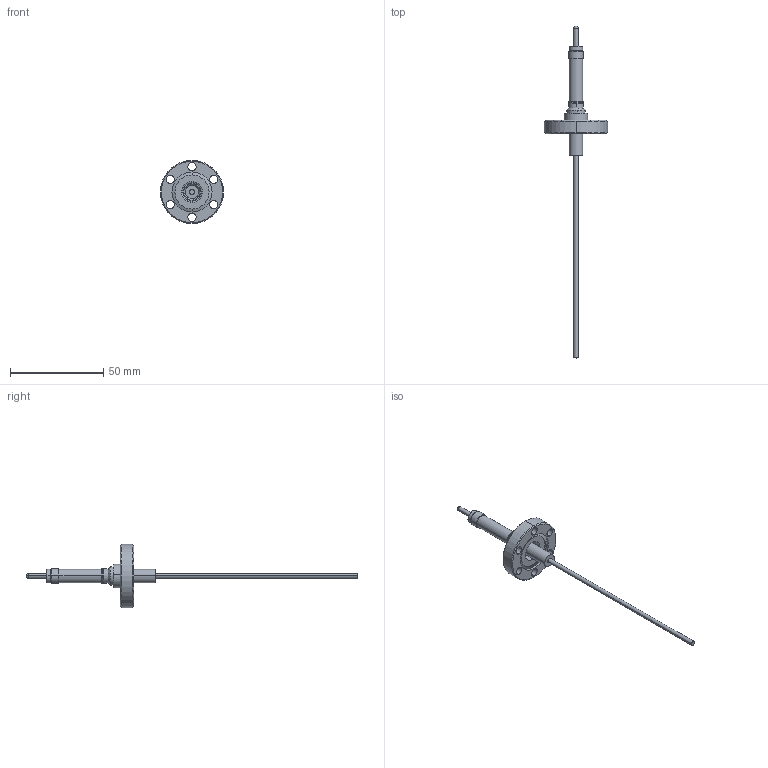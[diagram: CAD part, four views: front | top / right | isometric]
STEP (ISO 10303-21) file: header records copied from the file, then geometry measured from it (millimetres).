
FILE_DESCRIPTION (( 'STEP AP203' ), '1' );
FILE_NAME ('A5979-1-CF.STEP', '2013-06-18T11:09:59', ( '' ), ( '' ), 'SwSTEP 2.0', 'SolidWorks 2012', '' );
FILE_SCHEMA (( 'CONFIG_CONTROL_DESIGN' ));
Length unit declared in the file: inch
Products named in the file (1): A5979-1-CF
Bounding box: 33.78 x 177.8 x 33.78 mm (x, y, z)
Volume: 7834.3 mm3; surface area: 6973.2 mm2
Topology: 1 solids, 1 shells, 90 faces, 198 edges, 122 vertices
Faces by surface type: cylinder 48, cone 24, plane 14, torus 4
Entity records: 2611 total; most frequent: DIRECTION 506, CARTESIAN_POINT 411, ORIENTED_EDGE 396, AXIS2_PLACEMENT_3D 217, EDGE_CURVE 198, CIRCLE 126, VERTEX_POINT 122, EDGE_LOOP 114
